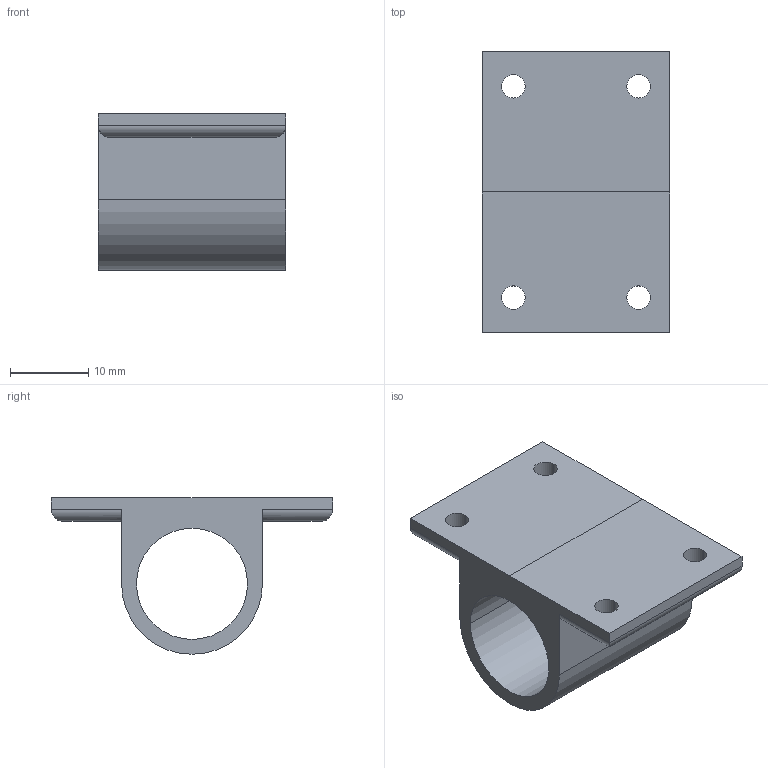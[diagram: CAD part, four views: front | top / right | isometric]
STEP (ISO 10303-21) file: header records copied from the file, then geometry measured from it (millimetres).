
FILE_DESCRIPTION(('CATIA V5 STEP Exchange'),'2;1');
FILE_NAME('LM8UU Holder.stp','2018-02-10T18:26:11+00:00',('none'),('none'),'CATIA Version 5 Release 20 GA (IN-10)','CATIA V5 STEP AP203','none');
FILE_SCHEMA(('CONFIG_CONTROL_DESIGN'));
Length unit declared in the file: millimetre
Products named in the file (1): Part1
Bounding box: 24 x 36 x 20 mm (x, y, z)
Volume: 5176.7 mm3; surface area: 4018.1 mm2
Topology: 1 solids, 1 shells, 27 faces, 71 edges, 46 vertices
Faces by surface type: cylinder 17, plane 10
Entity records: 876 total; most frequent: CARTESIAN_POINT 182, ORIENTED_EDGE 142, DIRECTION 107, EDGE_CURVE 71, AXIS2_PLACEMENT_3D 47, VERTEX_POINT 46, VECTOR 41, LINE 41
